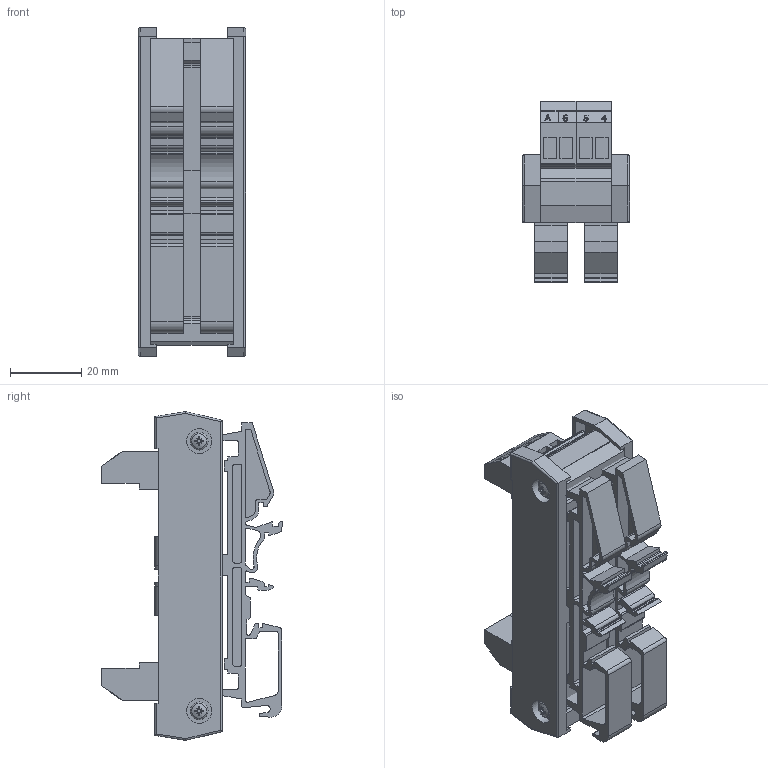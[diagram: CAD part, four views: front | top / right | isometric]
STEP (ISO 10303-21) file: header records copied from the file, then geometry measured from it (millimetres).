
FILE_DESCRIPTION((''),'2;1');
FILE_NAME('8850.3.stp','2013-12-30T11:54:10',('roland'),(''),'Autodesk Inventor 2013','Autodesk Inventor 2013','');
FILE_SCHEMA(('CONFIG_CONTROL_DESIGN'));
Length unit declared in the file: millimetre
Products named in the file (12): 8850; 6 plate; 2 hole green; bussed filler; BASE SIDE; 6diodes; BS EN ISO 7045 Z - Metric M2.5 x 10 - 4.8 - Z; BASE LEGS; A Lable; diode long 3A bussed; 6 lable 1 & 3 AMP; 6 lable b 1 & 3 AMP
Assembly tree (26 placements, depth 2):
  8850
    6 plate
    2 hole green  x4
    bussed filler  x2
    BASE SIDE  x2
    6diodes
    BS EN ISO 7045 Z - Metric M2.5 x 10 - 4.8 - Z  x4
    BASE LEGS  x2
    A Lable  x2
    diode long 3A bussed  x6
    6 lable 1 & 3 AMP
    6 lable b 1 & 3 AMP
Bounding box: 30 x 50.69 x 91.98 mm (x, y, z)
Volume: 28187.4 mm3; surface area: 41840.7 mm2
Topology: 26 solids, 26 shells, 1267 faces, 3369 edges, 2178 vertices
Faces by surface type: plane 775, cylinder 313, bspline 79, cone 64, torus 20, sphere 16
Full cylindrical faces by diameter (mm): 0.68 x18, 0.686 x6, 1 x24, 1.3 x8, 2.256 x4, 2.5 x4, 3.2 x4, 3.75 x8, 4.49 x6, 4.5 x6, 7 x4, 9 x4
Entity records: 23261 total; most frequent: CARTESIAN_POINT 5285, ORIENTED_EDGE 3706, DIRECTION 3415, EDGE_CURVE 1853, VECTOR 1283, LINE 1283, VERTEX_POINT 1262, AXIS2_PLACEMENT_3D 1066
